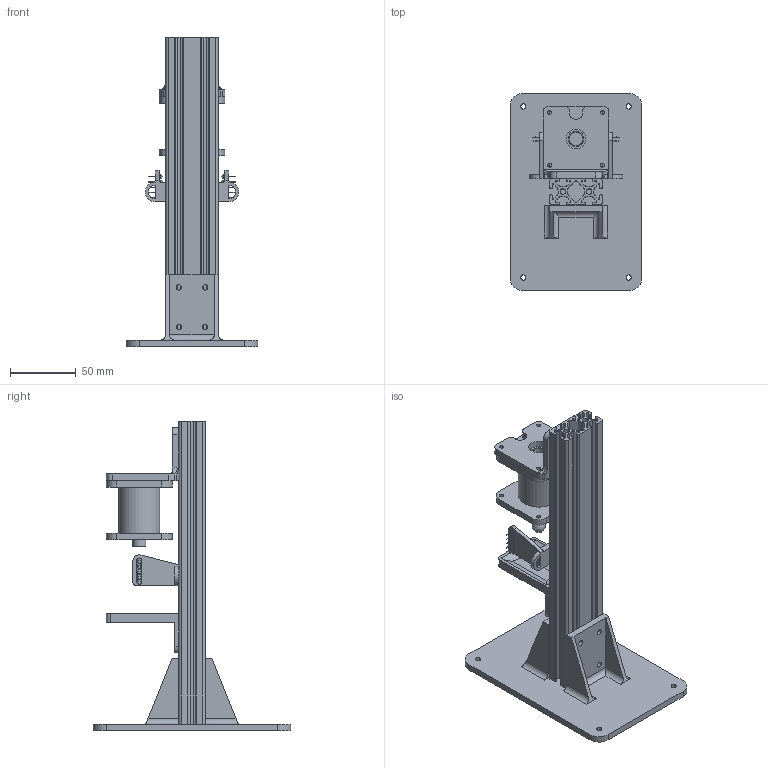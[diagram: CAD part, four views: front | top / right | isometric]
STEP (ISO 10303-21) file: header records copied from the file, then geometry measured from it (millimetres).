
FILE_DESCRIPTION(/* description */ (''),/* implementation_level */ '2;1');
FILE_NAME(/* name */ 'Testing Stand.step',/* time_stamp */ '2023-05-08T12:42:00+02:00',/* author */ (''),/* organization */ (''),/* preprocessor_version */ 'ST-DEVELOPER v19.2',/* originating_system */ 'Autodesk Translation Framework v12.4.0.73',/* authorisation */ '');
FILE_SCHEMA (('AUTOMOTIVE_DESIGN { 1 0 10303 214 3 1 1 }'));
Length unit declared in the file: millimetre
Products named in the file (5): Testing Stand; 5537T705_T-Slotted Framing; Coil; LEDS_SINGLE_AXIS; TR_SINGLE_AXIS
Assembly tree (4 placements, depth 2):
  Testing Stand
    5537T705_T-Slotted Framing
    Coil
    LEDS_SINGLE_AXIS
    TR_SINGLE_AXIS
Bounding box: 100 x 150 x 235 mm (x, y, z)
Volume: 267645.7 mm3; surface area: 163257.5 mm2
Topology: 40 solids, 40 shells, 898 faces, 2395 edges, 1590 vertices
Faces by surface type: plane 639, cylinder 240, bspline 18, sphere 1
Full cylindrical faces by diameter (mm): 2 x2, 3 x25, 3.2 x8, 4 x22, 4.293 x2, 10 x1, 10.5 x1, 12 x2, 13 x2, 15 x1, 31 x1
Entity records: 29327 total; most frequent: CARTESIAN_POINT 5933, ORIENTED_EDGE 4786, DIRECTION 4632, EDGE_CURVE 2393, LINE 1860, VECTOR 1860, VERTEX_POINT 1590, AXIS2_PLACEMENT_3D 1386
